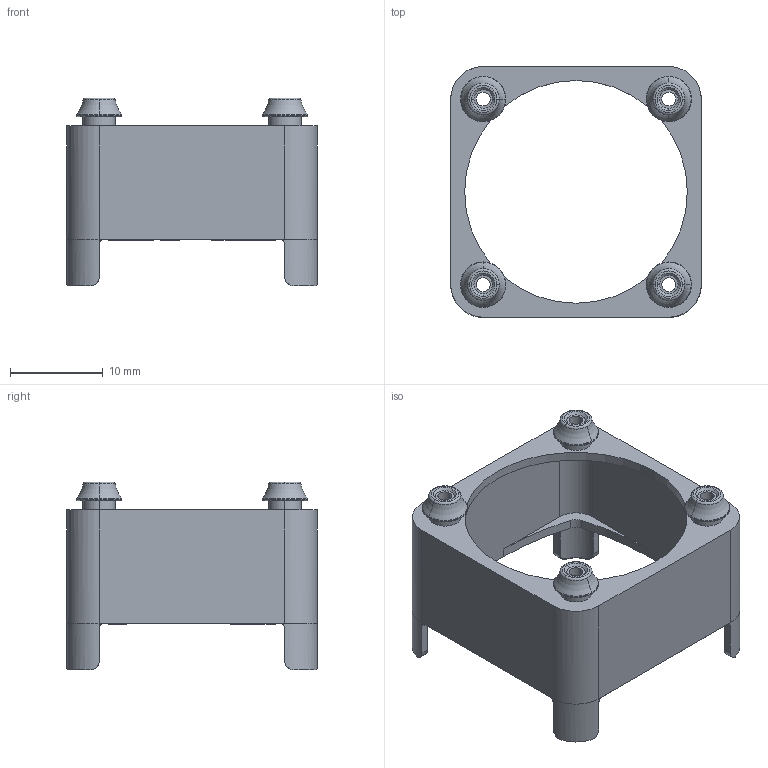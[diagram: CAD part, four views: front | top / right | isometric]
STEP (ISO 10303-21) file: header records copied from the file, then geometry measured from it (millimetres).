
FILE_DESCRIPTION((''),'2;1');
FILE_NAME('LM-25-100-10.stp','2014-10-28T16:39:15',(''),(''),'Mechanical Desktop.R8.0.24.0','Mechanical Desktop.R8.0.24.0',', , ');
FILE_SCHEMA(('CONFIG_CONTROL_DESIGN'));
Length unit declared in the file: millimetre
Products named in the file (2): LM-25-100-10A; LM-25-100-10
Assembly tree (1 placements, depth 2):
  LM-25-100-10A
    LM-25-100-10
Bounding box: 27 x 27 x 20.25 mm (x, y, z)
Volume: 1628.8 mm3; surface area: 3482.6 mm2
Topology: 1 solids, 1 shells, 1723 faces, 4851 edges, 3206 vertices
Faces by surface type: bspline 1273, plane 292, cylinder 98, torus 36, sphere 16, cone 8
Entity records: 63096 total; most frequent: CARTESIAN_POINT 27143, ORIENTED_EDGE 9670, EDGE_CURVE 4835, DIRECTION 3489, VERTEX_POINT 3206, B_SPLINE_CURVE_WITH_KNOTS 2562, VECTOR 1961, LINE 1961
